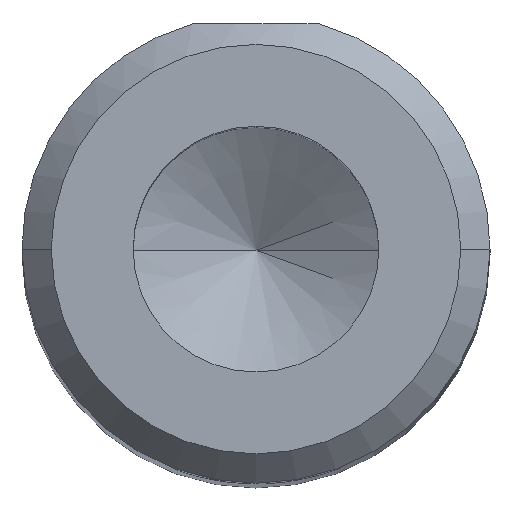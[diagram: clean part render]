
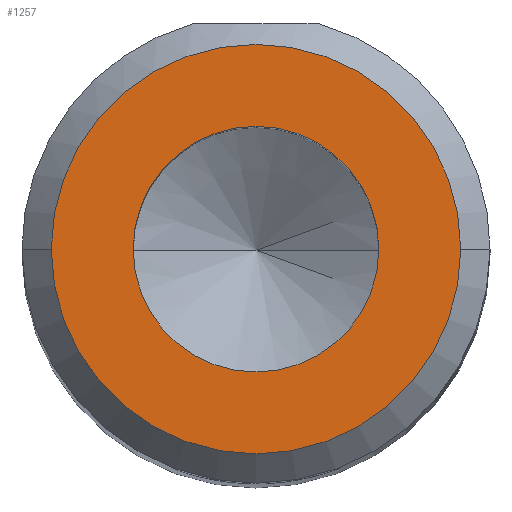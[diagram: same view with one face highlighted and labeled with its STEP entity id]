
A CAD part, top view. The second image highlights one B-rep face of the part: STEP entity #1257.
In plain terms, the highlighted planar face has unit normal (0, 0, 1).
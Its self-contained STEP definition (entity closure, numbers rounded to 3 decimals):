
#6 = AXIS2_PLACEMENT_3D ( 'NONE', #504, #1196, #606 ) ;
#13 = VERTEX_POINT ( 'NONE', #991 ) ;
#109 = EDGE_LOOP ( 'NONE', ( #472, #335 ) ) ;
#117 = AXIS2_PLACEMENT_3D ( 'NONE', #888, #319, #994 ) ;
#133 = DIRECTION ( 'NONE',  ( 1., 0., 0. ) ) ;
#194 = CARTESIAN_POINT ( 'NONE',  ( 0., 0., 25. ) ) ;
#241 = ORIENTED_EDGE ( 'NONE', *, *, #1065, .T. ) ;
#285 = DIRECTION ( 'NONE',  ( 1., 0., 0. ) ) ;
#319 = DIRECTION ( 'NONE',  ( 0., 0., 1. ) ) ;
#335 = ORIENTED_EDGE ( 'NONE', *, *, #815, .F. ) ;
#375 = CARTESIAN_POINT ( 'NONE',  ( 0., 0., 25. ) ) ;
#420 = EDGE_LOOP ( 'NONE', ( #241, #714 ) ) ;
#470 = DIRECTION ( 'NONE',  ( 1., 0., 0. ) ) ;
#472 = ORIENTED_EDGE ( 'NONE', *, *, #1071, .F. ) ;
#504 = CARTESIAN_POINT ( 'NONE',  ( 0., 0., 25. ) ) ;
#507 = CARTESIAN_POINT ( 'NONE',  ( 0., 0., 25. ) ) ;
#519 = VERTEX_POINT ( 'NONE', #1246 ) ;
#553 = CIRCLE ( 'NONE', #6, 2.1 ) ;
#561 = FACE_BOUND ( 'NONE', #109, .T. ) ;
#592 = CARTESIAN_POINT ( 'NONE',  ( 3.5, 0., 25. ) ) ;
#601 = AXIS2_PLACEMENT_3D ( 'NONE', #507, #707, #133 ) ;
#606 = DIRECTION ( 'NONE',  ( 1., 0., 0. ) ) ;
#610 = PLANE ( 'NONE',  #601 ) ;
#707 = DIRECTION ( 'NONE',  ( 0., 0., 1. ) ) ;
#714 = ORIENTED_EDGE ( 'NONE', *, *, #742, .T. ) ;
#737 = CIRCLE ( 'NONE', #117, 3.5 ) ;
#742 = EDGE_CURVE ( 'NONE', #1146, #13, #737, .T. ) ;
#778 = VERTEX_POINT ( 'NONE', #1203 ) ;
#813 = AXIS2_PLACEMENT_3D ( 'NONE', #375, #1057, #470 ) ;
#815 = EDGE_CURVE ( 'NONE', #778, #519, #553, .T. ) ;
#858 = DIRECTION ( 'NONE',  ( 0., 0., 1. ) ) ;
#888 = CARTESIAN_POINT ( 'NONE',  ( 0., 0., 25. ) ) ;
#991 = CARTESIAN_POINT ( 'NONE',  ( -3.5, 0., 25. ) ) ;
#994 = DIRECTION ( 'NONE',  ( 1., 0., 0. ) ) ;
#1057 = DIRECTION ( 'NONE',  ( 0., 0., 1. ) ) ;
#1065 = EDGE_CURVE ( 'NONE', #13, #1146, #1244, .T. ) ;
#1071 = EDGE_CURVE ( 'NONE', #519, #778, #1211, .T. ) ;
#1117 = FACE_OUTER_BOUND ( 'NONE', #420, .T. ) ;
#1146 = VERTEX_POINT ( 'NONE', #592 ) ;
#1196 = DIRECTION ( 'NONE',  ( 0., 0., 1. ) ) ;
#1203 = CARTESIAN_POINT ( 'NONE',  ( -2.1, 0., 25. ) ) ;
#1211 = CIRCLE ( 'NONE', #1219, 2.1 ) ;
#1219 = AXIS2_PLACEMENT_3D ( 'NONE', #194, #858, #285 ) ;
#1244 = CIRCLE ( 'NONE', #813, 3.5 ) ;
#1246 = CARTESIAN_POINT ( 'NONE',  ( 2.1, 0., 25. ) ) ;
#1257 = ADVANCED_FACE ( 'NONE', ( #1117, #561 ), #610, .T. ) ;
